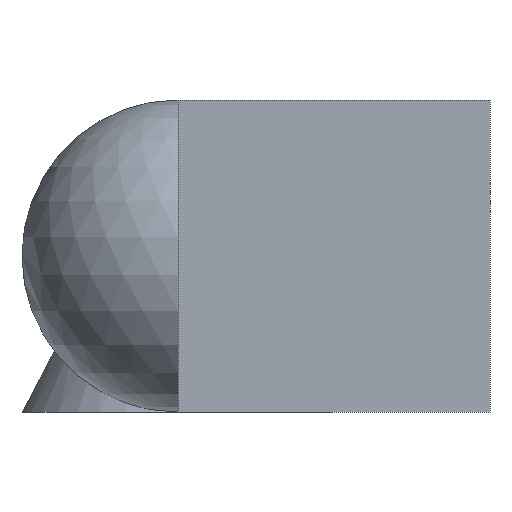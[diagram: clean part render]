
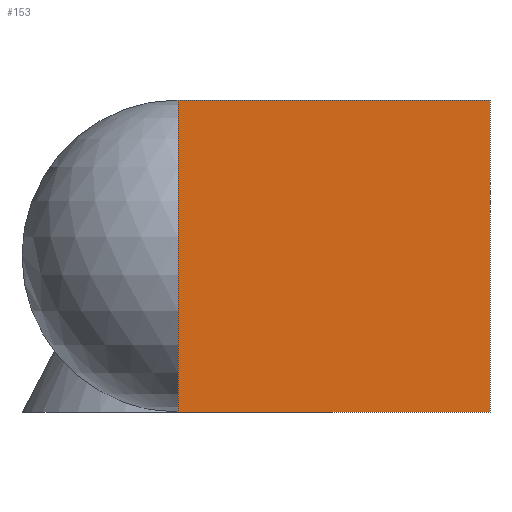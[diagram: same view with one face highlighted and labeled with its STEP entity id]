
A CAD part, front view. The second image highlights one B-rep face of the part: STEP entity #153.
In plain terms, the highlighted planar face has unit normal (0, -1, 0).
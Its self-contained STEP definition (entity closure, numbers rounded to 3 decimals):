
#9=PLANE('',#13);
#10=CARTESIAN_POINT('',(100.,0.,100.));
#11=DIRECTION('',(0.,-1.,0.));
#12=DIRECTION('',(1.,0.,0.));
#13=AXIS2_PLACEMENT_3D('',#10,#12,#11);
#14=LINE('*LN1',#15,#17);
#15=CARTESIAN_POINT('',(100.,0.,0.));
#16=DIRECTION('',(0.,0.,1.));
#17=VECTOR('',#16,1.);
#18=PLANE('',#22);
#19=CARTESIAN_POINT('',(0.,0.,100.));
#20=DIRECTION('',(-1.,0.,0.));
#21=DIRECTION('',(0.,-1.,0.));
#22=AXIS2_PLACEMENT_3D('',#19,#21,#20);
#27=PLANE('',#31);
#28=CARTESIAN_POINT('',(0.,100.,0.));
#29=DIRECTION('',(-1.,0.,0.));
#30=DIRECTION('',(0.,0.,1.));
#31=AXIS2_PLACEMENT_3D('',#28,#30,#29);
#45=PLANE('',#49);
#46=CARTESIAN_POINT('',(0.,100.,100.));
#47=DIRECTION('',(-1.,0.,0.));
#48=DIRECTION('',(0.,0.,1.));
#49=AXIS2_PLACEMENT_3D('',#46,#48,#47);
#51=CARTESIAN_POINT('',(100.,0.,0.));
#52=VERTEX_POINT('',#51);
#53=CARTESIAN_POINT('',(100.,0.,100.));
#54=VERTEX_POINT('',#53);
#55=EDGE_CURVE('',#52,#54,#56,.T.);
#56=SURFACE_CURVE('',#14,(#9,#18),.CURVE_3D.);
#77=PLANE('',#81);
#78=CARTESIAN_POINT('',(0.,0.,100.));
#79=DIRECTION('',(0.,-1.,0.));
#80=DIRECTION('',(1.,0.,0.));
#81=AXIS2_PLACEMENT_3D('',#78,#80,#79);
#111=LINE('*LN9',#112,#114);
#112=CARTESIAN_POINT('',(0.,0.,100.));
#113=DIRECTION('',(1.,0.,0.));
#114=VECTOR('',#113,1.);
#116=CARTESIAN_POINT('',(0.,0.,100.));
#117=VERTEX_POINT('',#116);
#120=EDGE_CURVE('',#117,#54,#121,.T.);
#121=SURFACE_CURVE('',#111,(#45,#18),.CURVE_3D.);
#128=LINE('*LN10',#129,#131);
#129=CARTESIAN_POINT('',(0.,0.,0.));
#130=DIRECTION('',(0.,0.,1.));
#131=VECTOR('',#130,1.);
#137=CARTESIAN_POINT('',(0.,0.,0.));
#138=VERTEX_POINT('',#137);
#139=EDGE_CURVE('',#138,#117,#140,.T.);
#140=SURFACE_CURVE('',#128,(#77,#18),.CURVE_3D.);
#149=LINE('*LN12',#150,#152);
#150=CARTESIAN_POINT('',(0.,0.,0.));
#151=DIRECTION('',(1.,0.,0.));
#152=VECTOR('',#151,1.);
#153=ADVANCED_FACE('*FAC5',(#161),#18,.T.);
#154=EDGE_CURVE('',#138,#52,#155,.T.);
#155=SURFACE_CURVE('',#149,(#18,#27),.CURVE_3D.);
#156=ORIENTED_EDGE('',*,*,#139,.F.);
#157=ORIENTED_EDGE('',*,*,#154,.T.);
#158=ORIENTED_EDGE('',*,*,#55,.T.);
#159=ORIENTED_EDGE('',*,*,#120,.F.);
#160=EDGE_LOOP('',(#156,#157,#158,#159));
#161=FACE_OUTER_BOUND('',#160,.T.);
